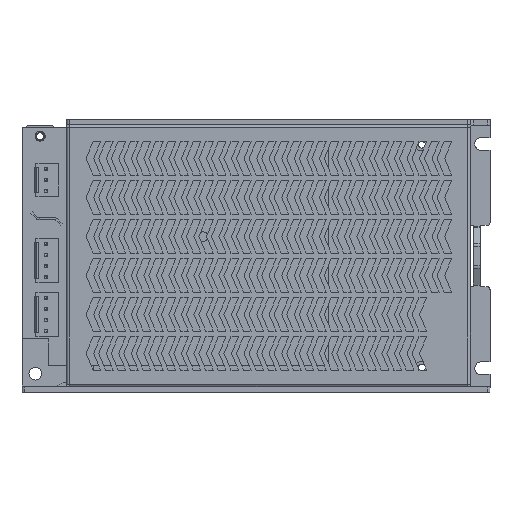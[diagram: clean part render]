
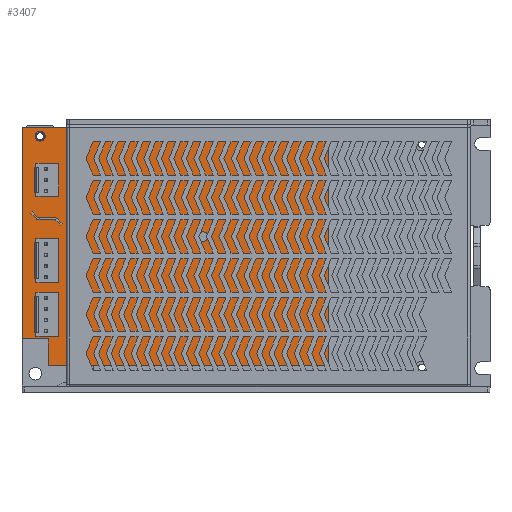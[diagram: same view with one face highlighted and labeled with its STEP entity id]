
A CAD part, top view. The second image highlights one B-rep face of the part: STEP entity #3407.
In plain terms, the highlighted planar face has unit normal (0, 0, 1).
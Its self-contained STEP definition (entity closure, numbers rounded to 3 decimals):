
#1651=FACE_BOUND('',#8344,.T.);
#1652=FACE_BOUND('',#8345,.T.);
#1653=FACE_BOUND('',#8346,.T.);
#1948=CIRCLE('',#34237,1.8);
#1949=CIRCLE('',#34238,1.7);
#3407=ADVANCED_FACE('',(#1651,#1652,#1653),#4821,.T.);
#4821=PLANE('',#34239);
#8344=EDGE_LOOP('',(#16629));
#8345=EDGE_LOOP('',(#16630));
#8346=EDGE_LOOP('',(#16631,#16632,#16633,#16634,#16635,#16636,#16637,#16638,
#16639,#16640));
#16629=ORIENTED_EDGE('',*,*,#24152,.T.);
#16630=ORIENTED_EDGE('',*,*,#24153,.T.);
#16631=ORIENTED_EDGE('',*,*,#24124,.T.);
#16632=ORIENTED_EDGE('',*,*,#24128,.T.);
#16633=ORIENTED_EDGE('',*,*,#24131,.T.);
#16634=ORIENTED_EDGE('',*,*,#24134,.T.);
#16635=ORIENTED_EDGE('',*,*,#24137,.T.);
#16636=ORIENTED_EDGE('',*,*,#24140,.T.);
#16637=ORIENTED_EDGE('',*,*,#24143,.T.);
#16638=ORIENTED_EDGE('',*,*,#24146,.T.);
#16639=ORIENTED_EDGE('',*,*,#24149,.T.);
#16640=ORIENTED_EDGE('',*,*,#24151,.T.);
#19881=VERTEX_POINT('',#50456);
#19882=VERTEX_POINT('',#50458);
#19884=VERTEX_POINT('',#50464);
#19886=VERTEX_POINT('',#50470);
#19888=VERTEX_POINT('',#50476);
#19890=VERTEX_POINT('',#50482);
#19892=VERTEX_POINT('',#50488);
#19894=VERTEX_POINT('',#50494);
#19896=VERTEX_POINT('',#50500);
#19898=VERTEX_POINT('',#50506);
#19899=VERTEX_POINT('',#50513);
#19900=VERTEX_POINT('',#50515);
#24124=EDGE_CURVE('',#19882,#19881,#28179,.T.);
#24128=EDGE_CURVE('',#19881,#19884,#28183,.T.);
#24131=EDGE_CURVE('',#19884,#19886,#28186,.T.);
#24134=EDGE_CURVE('',#19886,#19888,#28189,.T.);
#24137=EDGE_CURVE('',#19888,#19890,#28192,.T.);
#24140=EDGE_CURVE('',#19890,#19892,#28195,.T.);
#24143=EDGE_CURVE('',#19892,#19894,#28198,.T.);
#24146=EDGE_CURVE('',#19894,#19896,#28201,.T.);
#24149=EDGE_CURVE('',#19896,#19898,#28204,.T.);
#24151=EDGE_CURVE('',#19898,#19882,#28206,.T.);
#24152=EDGE_CURVE('',#19899,#19899,#1948,.T.);
#24153=EDGE_CURVE('',#19900,#19900,#1949,.T.);
#28179=LINE('',#50457,#32225);
#28183=LINE('',#50465,#32229);
#28186=LINE('',#50471,#32232);
#28189=LINE('',#50477,#32235);
#28192=LINE('',#50483,#32238);
#28195=LINE('',#50489,#32241);
#28198=LINE('',#50495,#32244);
#28201=LINE('',#50501,#32247);
#28204=LINE('',#50507,#32250);
#28206=LINE('',#50510,#32252);
#32225=VECTOR('',#41604,1.);
#32229=VECTOR('',#41610,1.);
#32232=VECTOR('',#41615,1.);
#32235=VECTOR('',#41620,1.);
#32238=VECTOR('',#41625,1.);
#32241=VECTOR('',#41630,1.);
#32244=VECTOR('',#41635,1.);
#32247=VECTOR('',#41640,1.);
#32250=VECTOR('',#41645,1.);
#32252=VECTOR('',#41649,1.);
#34237=AXIS2_PLACEMENT_3D('',#50512,#41652,#41653);
#34238=AXIS2_PLACEMENT_3D('',#50514,#41654,#41655);
#34239=AXIS2_PLACEMENT_3D('',#50516,#41656,#41657);
#41604=DIRECTION('',(0.,-1.,0.));
#41610=DIRECTION('',(1.,0.,0.));
#41615=DIRECTION('',(0.,1.,0.));
#41620=DIRECTION('',(-0.832,0.555,0.));
#41625=DIRECTION('',(0.,1.,0.));
#41630=DIRECTION('',(0.832,0.555,0.));
#41635=DIRECTION('',(0.,1.,0.));
#41640=DIRECTION('',(-1.,0.,0.));
#41645=DIRECTION('',(0.,-1.,0.));
#41649=DIRECTION('',(-1.,0.,0.));
#41652=DIRECTION('',(0.,0.,-1.));
#41653=DIRECTION('',(1.,0.,0.));
#41654=DIRECTION('',(0.,0.,-1.));
#41655=DIRECTION('',(1.,0.,0.));
#41656=DIRECTION('',(0.,0.,1.));
#41657=DIRECTION('',(1.,0.,0.));
#50456=CARTESIAN_POINT('',(-42.75,-55.,1.6));
#50457=CARTESIAN_POINT('',(-42.75,45.5,1.6));
#50458=CARTESIAN_POINT('',(-42.75,45.5,1.6));
#50464=CARTESIAN_POINT('',(42.75,-55.,1.6));
#50465=CARTESIAN_POINT('',(-42.75,-55.,1.6));
#50470=CARTESIAN_POINT('',(42.75,-39.5,1.6));
#50471=CARTESIAN_POINT('',(42.75,-55.,1.6));
#50476=CARTESIAN_POINT('',(39.75,-37.5,1.6));
#50477=CARTESIAN_POINT('',(42.75,-39.5,1.6));
#50482=CARTESIAN_POINT('',(39.75,3.7,1.6));
#50483=CARTESIAN_POINT('',(39.75,-37.5,1.6));
#50488=CARTESIAN_POINT('',(42.75,5.7,1.6));
#50489=CARTESIAN_POINT('',(39.75,3.7,1.6));
#50494=CARTESIAN_POINT('',(42.75,55.,1.6));
#50495=CARTESIAN_POINT('',(42.75,5.7,1.6));
#50500=CARTESIAN_POINT('',(-33.25,55.,1.6));
#50501=CARTESIAN_POINT('',(42.75,55.,1.6));
#50506=CARTESIAN_POINT('',(-33.25,45.5,1.6));
#50507=CARTESIAN_POINT('',(-33.25,55.,1.6));
#50510=CARTESIAN_POINT('',(-33.25,45.5,1.6));
#50512=CARTESIAN_POINT('',(39.5,48.5,1.6));
#50513=CARTESIAN_POINT('',(41.3,48.5,1.6));
#50514=CARTESIAN_POINT('',(3.5,-10.,1.6));
#50515=CARTESIAN_POINT('',(5.2,-10.,1.6));
#50516=CARTESIAN_POINT('',(0.,0.,1.6));
